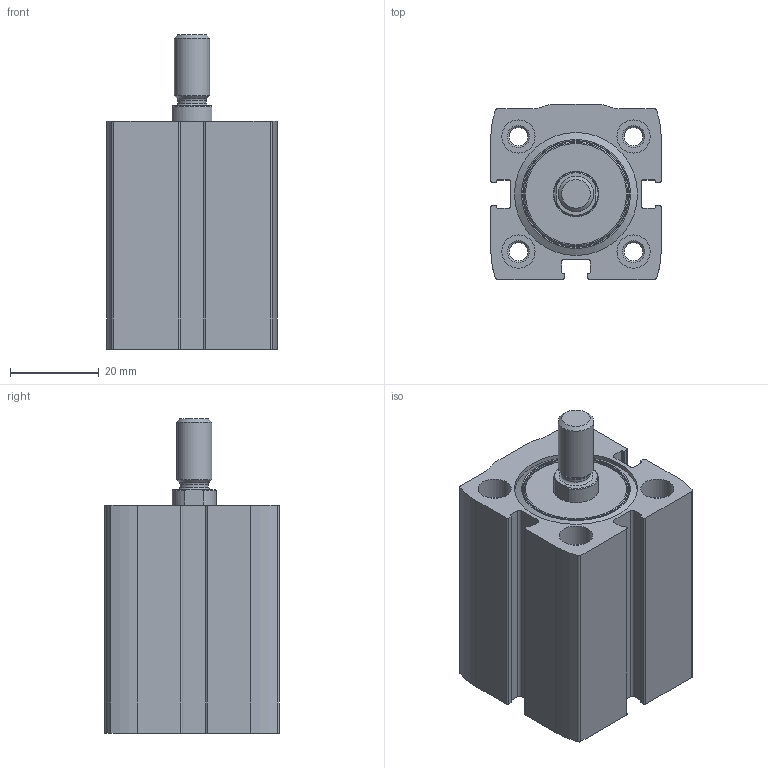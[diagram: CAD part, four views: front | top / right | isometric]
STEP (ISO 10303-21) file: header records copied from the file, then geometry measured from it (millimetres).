
FILE_DESCRIPTION(/* description */ ('STEP AP214'),/* implementation_level */ '2;1');
FILE_NAME(/* name */ '8092181_AEN-S-25-25-A-P-A',/* time_stamp */ '2024-07-28T10:59:47+02:00',/* author */ ('License CC BY-ND 4.0'),/* organization */ ('CADENAS'),/* preprocessor_version */ 'ST-DEVELOPER v19.3',/* originating_system */ 'PARTsolutions',/* authorisation */ ' ');
FILE_SCHEMA (('PROCESS_PLANNING_SCHEMA','AP242_MANAGED_MODEL_BASED_3D_ENGINEERING_MIM_LF { 1 0 10303 442 3 1 4 }','AUTOMOTIVE_DESIGN {1 0 10303 214 3 1 1}'));
Length unit declared in the file: millimetre
Products named in the file (3): 8092181 AEN-S-25-25-A-P-A---(0_high); 8084845 AEN-S-25-25-A-P-A---(highH); 8084845 AEN-S-25-25-A-P-A---(highP)
Assembly tree (2 placements, depth 2):
  8092181 AEN-S-25-25-A-P-A---(0_high)
    8084845 AEN-S-25-25-A-P-A---(highH)
    8084845 AEN-S-25-25-A-P-A---(highP)
Bounding box: 38.5 x 39.5 x 71 mm (x, y, z)
Volume: 58774.5 mm3; surface area: 22521.1 mm2
Topology: 2 solids, 2 shells, 148 faces, 343 edges, 222 vertices
Faces by surface type: cylinder 65, plane 61, cone 17, torus 5
Full cylindrical faces by diameter (mm): 3 x1, 4.134 x9, 4.2 x4, 6.4 x1, 7.5 x8, 8 x1, 10 x2, 25 x2, 27.8 x1
Entity records: 4073 total; most frequent: DIRECTION 744, CARTESIAN_POINT 675, ORIENTED_EDGE 584, AXIS2_PLACEMENT_3D 305, EDGE_CURVE 292, EDGE_LOOP 228, FACE_BOUND 228, VERTEX_POINT 220
